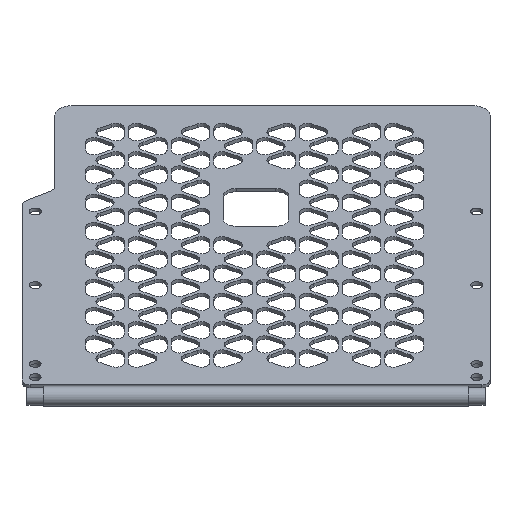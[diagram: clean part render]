
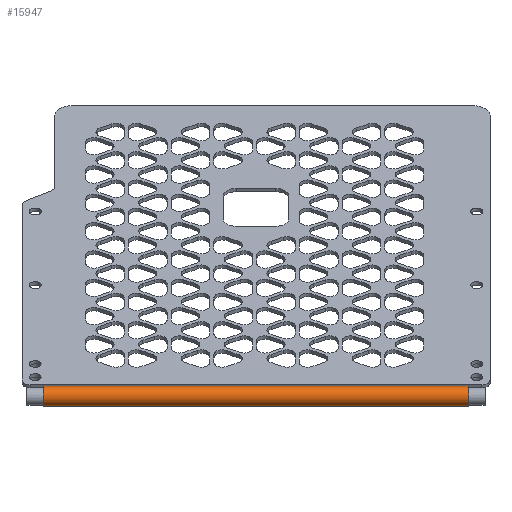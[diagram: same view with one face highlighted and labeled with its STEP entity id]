
A CAD part, front view. The second image highlights one B-rep face of the part: STEP entity #15947.
In plain terms, the highlighted cylindrical face has radius 3.81 mm (diameter 7.62 mm), a full revolution.
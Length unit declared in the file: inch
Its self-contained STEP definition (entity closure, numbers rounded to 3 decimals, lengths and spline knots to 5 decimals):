
#341=CIRCLE('',#16814,0.15);
#342=CIRCLE('',#16815,0.15);
#1151=CYLINDRICAL_SURFACE('',#16813,0.15);
#1560=FACE_OUTER_BOUND('',#2375,.T.);
#2375=EDGE_LOOP('',(#10709,#10710,#10711,#10712));
#3476=LINE('',#23339,#5073);
#5073=VECTOR('',#18470,0.15);
#6666=VERTEX_POINT('',#23336);
#6667=VERTEX_POINT('',#23338);
#8284=EDGE_CURVE('',#6666,#6666,#341,.T.);
#8285=EDGE_CURVE('',#6666,#6667,#3476,.T.);
#8286=EDGE_CURVE('',#6667,#6667,#342,.T.);
#10709=ORIENTED_EDGE('',*,*,#8284,.T.);
#10710=ORIENTED_EDGE('',*,*,#8285,.T.);
#10711=ORIENTED_EDGE('',*,*,#8286,.F.);
#10712=ORIENTED_EDGE('',*,*,#8285,.F.);
#15947=ADVANCED_FACE('',(#1560),#1151,.T.);
#16813=AXIS2_PLACEMENT_3D('',#23335,#18466,#18467);
#16814=AXIS2_PLACEMENT_3D('',#23337,#18468,#18469);
#16815=AXIS2_PLACEMENT_3D('',#23340,#18471,#18472);
#18466=DIRECTION('center_axis',(1.,0.,0.));
#18467=DIRECTION('ref_axis',(0.,0.,-1.));
#18468=DIRECTION('center_axis',(-1.,0.,0.));
#18469=DIRECTION('ref_axis',(0.,0.,1.));
#18470=DIRECTION('',(-1.,0.,0.));
#18471=DIRECTION('center_axis',(-1.,0.,0.));
#18472=DIRECTION('ref_axis',(0.,0.,1.));
#23335=CARTESIAN_POINT('Origin',(-6.585,-2.8375,-0.0125));
#23336=CARTESIAN_POINT('',(-0.125,-2.8375,0.1375));
#23337=CARTESIAN_POINT('Origin',(-0.125,-2.8375,-0.0125));
#23338=CARTESIAN_POINT('',(-6.585,-2.8375,0.1375));
#23339=CARTESIAN_POINT('',(-6.585,-2.8375,0.1375));
#23340=CARTESIAN_POINT('Origin',(-6.585,-2.8375,-0.0125));
